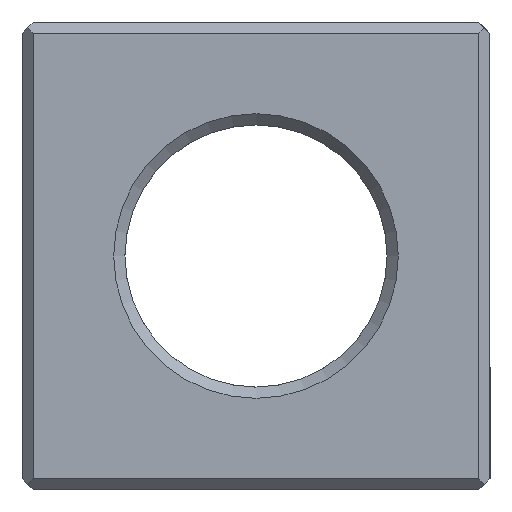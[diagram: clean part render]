
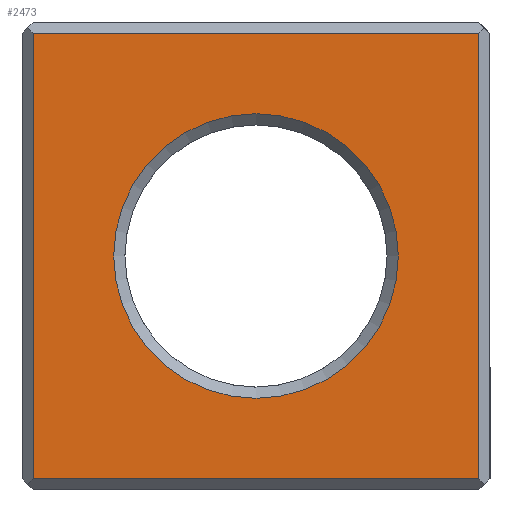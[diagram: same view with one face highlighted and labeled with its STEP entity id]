
A CAD part, left-side view. The second image highlights one B-rep face of the part: STEP entity #2473.
In plain terms, the highlighted planar face has unit normal (-1, 0, 0).
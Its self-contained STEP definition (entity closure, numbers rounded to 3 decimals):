
#72 = PLANE('',#73);
#73 = AXIS2_PLACEMENT_3D('',#74,#75,#76);
#74 = CARTESIAN_POINT('',(0.,0.,0.3));
#75 = DIRECTION('',(-0.707,0.,-0.707)
  );
#76 = DIRECTION('',(0.707,0.,-0.707));
#502 = PLANE('',#503);
#503 = AXIS2_PLACEMENT_3D('',#504,#505,#506);
#504 = CARTESIAN_POINT('',(0.3,12.5,0.));
#505 = DIRECTION('',(0.707,-0.707,0.));
#506 = DIRECTION('',(-0.707,-0.707,0.));
#733 = PLANE('',#734);
#734 = AXIS2_PLACEMENT_3D('',#735,#736,#737);
#735 = CARTESIAN_POINT('',(0.3,0.,0.));
#736 = DIRECTION('',(-0.707,-0.707,0.));
#737 = DIRECTION('',(-0.707,0.707,0.));
#801 = VERTEX_POINT('',#802);
#802 = CARTESIAN_POINT('',(0.,0.3,0.3));
#823 = EDGE_CURVE('',#801,#824,#826,.T.);
#824 = VERTEX_POINT('',#825);
#825 = CARTESIAN_POINT('',(0.,12.2,0.3));
#826 = SURFACE_CURVE('',#827,(#831,#838),.PCURVE_S1.);
#827 = LINE('',#828,#829);
#828 = CARTESIAN_POINT('',(0.,0.,0.3));
#829 = VECTOR('',#830,1.);
#830 = DIRECTION('',(0.,1.,0.));
#831 = PCURVE('',#72,#832);
#832 = DEFINITIONAL_REPRESENTATION('',(#833),#837);
#833 = LINE('',#834,#835);
#834 = CARTESIAN_POINT('',(0.,0.));
#835 = VECTOR('',#836,1.);
#836 = DIRECTION('',(0.,-1.));
#837 = ( GEOMETRIC_REPRESENTATION_CONTEXT(2) 
PARAMETRIC_REPRESENTATION_CONTEXT() REPRESENTATION_CONTEXT('2D SPACE',''
  ) );
#838 = PCURVE('',#839,#844);
#839 = PLANE('',#840);
#840 = AXIS2_PLACEMENT_3D('',#841,#842,#843);
#841 = CARTESIAN_POINT('',(0.,12.5,0.));
#842 = DIRECTION('',(1.,0.,0.));
#843 = DIRECTION('',(0.,-1.,0.));
#844 = DEFINITIONAL_REPRESENTATION('',(#845),#849);
#845 = LINE('',#846,#847);
#846 = CARTESIAN_POINT('',(12.5,-0.3));
#847 = VECTOR('',#848,1.);
#848 = DIRECTION('',(-1.,0.));
#849 = ( GEOMETRIC_REPRESENTATION_CONTEXT(2) 
PARAMETRIC_REPRESENTATION_CONTEXT() REPRESENTATION_CONTEXT('2D SPACE',''
  ) );
#1830 = VERTEX_POINT('',#1831);
#1831 = CARTESIAN_POINT('',(0.,12.2,12.2));
#1845 = PLANE('',#1846);
#1846 = AXIS2_PLACEMENT_3D('',#1847,#1848,#1849);
#1847 = CARTESIAN_POINT('',(0.3,0.,12.5));
#1848 = DIRECTION('',(-0.707,0.,0.707
    ));
#1849 = DIRECTION('',(-0.707,0.,-0.707
    ));
#1857 = EDGE_CURVE('',#824,#1830,#1858,.T.);
#1858 = SURFACE_CURVE('',#1859,(#1863,#1870),.PCURVE_S1.);
#1859 = LINE('',#1860,#1861);
#1860 = CARTESIAN_POINT('',(0.,12.2,0.));
#1861 = VECTOR('',#1862,1.);
#1862 = DIRECTION('',(0.,0.,1.));
#1863 = PCURVE('',#502,#1864);
#1864 = DEFINITIONAL_REPRESENTATION('',(#1865),#1869);
#1865 = LINE('',#1866,#1867);
#1866 = CARTESIAN_POINT('',(0.424,0.));
#1867 = VECTOR('',#1868,1.);
#1868 = DIRECTION('',(0.,-1.));
#1869 = ( GEOMETRIC_REPRESENTATION_CONTEXT(2) 
PARAMETRIC_REPRESENTATION_CONTEXT() REPRESENTATION_CONTEXT('2D SPACE',''
  ) );
#1870 = PCURVE('',#839,#1871);
#1871 = DEFINITIONAL_REPRESENTATION('',(#1872),#1876);
#1872 = LINE('',#1873,#1874);
#1873 = CARTESIAN_POINT('',(0.3,0.));
#1874 = VECTOR('',#1875,1.);
#1875 = DIRECTION('',(0.,-1.));
#1876 = ( GEOMETRIC_REPRESENTATION_CONTEXT(2) 
PARAMETRIC_REPRESENTATION_CONTEXT() REPRESENTATION_CONTEXT('2D SPACE',''
  ) );
#2430 = VERTEX_POINT('',#2431);
#2431 = CARTESIAN_POINT('',(0.,0.3,12.2));
#2452 = EDGE_CURVE('',#801,#2430,#2453,.T.);
#2453 = SURFACE_CURVE('',#2454,(#2458,#2465),.PCURVE_S1.);
#2454 = LINE('',#2455,#2456);
#2455 = CARTESIAN_POINT('',(0.,0.3,0.));
#2456 = VECTOR('',#2457,1.);
#2457 = DIRECTION('',(0.,0.,1.));
#2458 = PCURVE('',#733,#2459);
#2459 = DEFINITIONAL_REPRESENTATION('',(#2460),#2464);
#2460 = LINE('',#2461,#2462);
#2461 = CARTESIAN_POINT('',(0.424,0.));
#2462 = VECTOR('',#2463,1.);
#2463 = DIRECTION('',(0.,-1.));
#2464 = ( GEOMETRIC_REPRESENTATION_CONTEXT(2) 
PARAMETRIC_REPRESENTATION_CONTEXT() REPRESENTATION_CONTEXT('2D SPACE',''
  ) );
#2465 = PCURVE('',#839,#2466);
#2466 = DEFINITIONAL_REPRESENTATION('',(#2467),#2471);
#2467 = LINE('',#2468,#2469);
#2468 = CARTESIAN_POINT('',(12.2,0.));
#2469 = VECTOR('',#2470,1.);
#2470 = DIRECTION('',(0.,-1.));
#2471 = ( GEOMETRIC_REPRESENTATION_CONTEXT(2) 
PARAMETRIC_REPRESENTATION_CONTEXT() REPRESENTATION_CONTEXT('2D SPACE',''
  ) );
#2473 = ADVANCED_FACE('',(#2474,#2500),#839,.F.);
#2474 = FACE_BOUND('',#2475,.F.);
#2475 = EDGE_LOOP('',(#2476,#2477,#2478,#2479));
#2476 = ORIENTED_EDGE('',*,*,#2452,.F.);
#2477 = ORIENTED_EDGE('',*,*,#823,.T.);
#2478 = ORIENTED_EDGE('',*,*,#1857,.T.);
#2479 = ORIENTED_EDGE('',*,*,#2480,.F.);
#2480 = EDGE_CURVE('',#2430,#1830,#2481,.T.);
#2481 = SURFACE_CURVE('',#2482,(#2486,#2493),.PCURVE_S1.);
#2482 = LINE('',#2483,#2484);
#2483 = CARTESIAN_POINT('',(0.,0.,12.2));
#2484 = VECTOR('',#2485,1.);
#2485 = DIRECTION('',(0.,1.,0.));
#2486 = PCURVE('',#839,#2487);
#2487 = DEFINITIONAL_REPRESENTATION('',(#2488),#2492);
#2488 = LINE('',#2489,#2490);
#2489 = CARTESIAN_POINT('',(12.5,-12.2));
#2490 = VECTOR('',#2491,1.);
#2491 = DIRECTION('',(-1.,0.));
#2492 = ( GEOMETRIC_REPRESENTATION_CONTEXT(2) 
PARAMETRIC_REPRESENTATION_CONTEXT() REPRESENTATION_CONTEXT('2D SPACE',''
  ) );
#2493 = PCURVE('',#1845,#2494);
#2494 = DEFINITIONAL_REPRESENTATION('',(#2495),#2499);
#2495 = LINE('',#2496,#2497);
#2496 = CARTESIAN_POINT('',(0.424,0.));
#2497 = VECTOR('',#2498,1.);
#2498 = DIRECTION('',(0.,-1.));
#2499 = ( GEOMETRIC_REPRESENTATION_CONTEXT(2) 
PARAMETRIC_REPRESENTATION_CONTEXT() REPRESENTATION_CONTEXT('2D SPACE',''
  ) );
#2500 = FACE_BOUND('',#2501,.F.);
#2501 = EDGE_LOOP('',(#2502));
#2502 = ORIENTED_EDGE('',*,*,#2503,.T.);
#2503 = EDGE_CURVE('',#2504,#2504,#2506,.T.);
#2504 = VERTEX_POINT('',#2505);
#2505 = CARTESIAN_POINT('',(0.,2.45,6.25));
#2506 = SURFACE_CURVE('',#2507,(#2512,#2523),.PCURVE_S1.);
#2507 = CIRCLE('',#2508,3.8);
#2508 = AXIS2_PLACEMENT_3D('',#2509,#2510,#2511);
#2509 = CARTESIAN_POINT('',(0.,6.25,6.25));
#2510 = DIRECTION('',(-1.,0.,0.));
#2511 = DIRECTION('',(0.,-1.,0.));
#2512 = PCURVE('',#839,#2513);
#2513 = DEFINITIONAL_REPRESENTATION('',(#2514),#2522);
#2514 = ( BOUNDED_CURVE() B_SPLINE_CURVE(2,(#2515,#2516,#2517,#2518,
#2519,#2520,#2521),.UNSPECIFIED.,.T.,.F.) B_SPLINE_CURVE_WITH_KNOTS((1,2
    ,2,2,2,1),(-2.094,0.,2.094,4.189,
6.283,8.378),.UNSPECIFIED.) CURVE() 
GEOMETRIC_REPRESENTATION_ITEM() RATIONAL_B_SPLINE_CURVE((1.,0.5,1.,0.5,
1.,0.5,1.)) REPRESENTATION_ITEM('') );
#2515 = CARTESIAN_POINT('',(10.05,-6.25));
#2516 = CARTESIAN_POINT('',(10.05,-12.832));
#2517 = CARTESIAN_POINT('',(4.35,-9.541));
#2518 = CARTESIAN_POINT('',(-1.35,-6.25));
#2519 = CARTESIAN_POINT('',(4.35,-2.959));
#2520 = CARTESIAN_POINT('',(10.05,0.332));
#2521 = CARTESIAN_POINT('',(10.05,-6.25));
#2522 = ( GEOMETRIC_REPRESENTATION_CONTEXT(2) 
PARAMETRIC_REPRESENTATION_CONTEXT() REPRESENTATION_CONTEXT('2D SPACE',''
  ) );
#2523 = PCURVE('',#2524,#2529);
#2524 = CONICAL_SURFACE('',#2525,3.5,0.785);
#2525 = AXIS2_PLACEMENT_3D('',#2526,#2527,#2528);
#2526 = CARTESIAN_POINT('',(0.3,6.25,6.25));
#2527 = DIRECTION('',(-1.,-0.,-0.));
#2528 = DIRECTION('',(0.,-1.,0.));
#2529 = DEFINITIONAL_REPRESENTATION('',(#2530),#2534);
#2530 = LINE('',#2531,#2532);
#2531 = CARTESIAN_POINT('',(0.,0.3));
#2532 = VECTOR('',#2533,1.);
#2533 = DIRECTION('',(1.,0.));
#2534 = ( GEOMETRIC_REPRESENTATION_CONTEXT(2) 
PARAMETRIC_REPRESENTATION_CONTEXT() REPRESENTATION_CONTEXT('2D SPACE',''
  ) );
